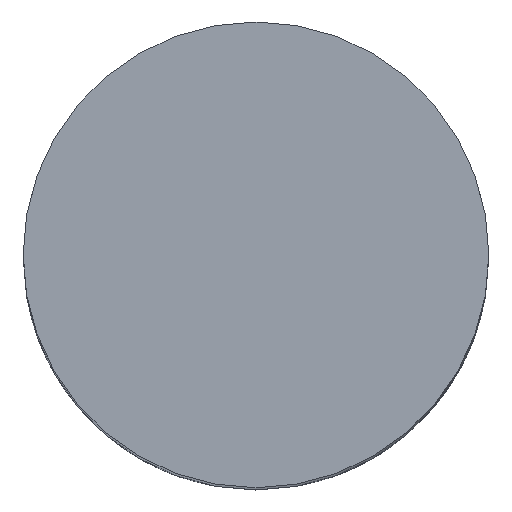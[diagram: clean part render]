
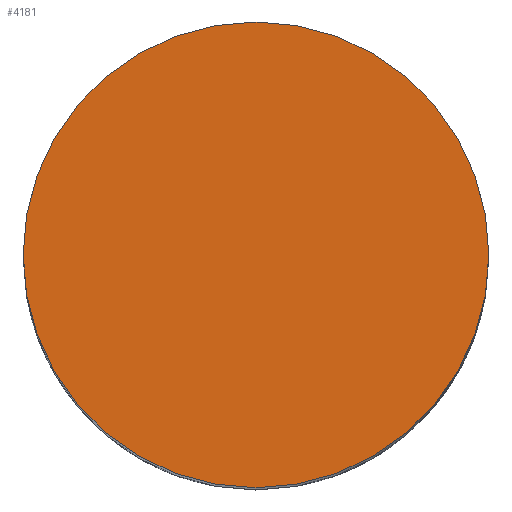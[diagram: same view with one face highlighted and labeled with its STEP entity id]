
A CAD part, top view. The second image highlights one B-rep face of the part: STEP entity #4181.
In plain terms, the highlighted planar face has unit normal (0, 0, 1).
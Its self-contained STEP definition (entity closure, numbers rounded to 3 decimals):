
#123 = CIRCLE ( 'NONE', #158, 16. ) ;
#152 = ORIENTED_EDGE ( 'NONE', *, *, #634, .F. ) ;
#158 = AXIS2_PLACEMENT_3D ( 'NONE', #2309, #2461, #2474 ) ;
#252 = AXIS2_PLACEMENT_3D ( 'NONE', #1793, #3522, #1469 ) ;
#462 = PLANE ( 'NONE',  #252 ) ;
#508 = EDGE_CURVE ( 'NONE', #966, #3087, #123, .T. ) ;
#614 = AXIS2_PLACEMENT_3D ( 'NONE', #3164, #3180, #3199 ) ;
#634 = EDGE_CURVE ( 'NONE', #3087, #966, #1795, .T. ) ;
#966 = VERTEX_POINT ( 'NONE', #3935 ) ;
#1246 = CARTESIAN_POINT ( 'NONE',  ( 16., 0., 90. ) ) ;
#1454 = EDGE_LOOP ( 'NONE', ( #2843, #152 ) ) ;
#1469 = DIRECTION ( 'NONE',  ( 1., 0., 0. ) ) ;
#1793 = CARTESIAN_POINT ( 'NONE',  ( 0., 16., 90. ) ) ;
#1795 = CIRCLE ( 'NONE', #614, 16. ) ;
#2309 = CARTESIAN_POINT ( 'NONE',  ( 0., 0., 90. ) ) ;
#2461 = DIRECTION ( 'NONE',  ( 0., 0., -1. ) ) ;
#2474 = DIRECTION ( 'NONE',  ( -1., 0., 0. ) ) ;
#2663 = FACE_OUTER_BOUND ( 'NONE', #1454, .T. ) ;
#2843 = ORIENTED_EDGE ( 'NONE', *, *, #508, .F. ) ;
#3087 = VERTEX_POINT ( 'NONE', #1246 ) ;
#3164 = CARTESIAN_POINT ( 'NONE',  ( 0., 0., 90. ) ) ;
#3180 = DIRECTION ( 'NONE',  ( 0., 0., -1. ) ) ;
#3199 = DIRECTION ( 'NONE',  ( -1., 0., 0. ) ) ;
#3522 = DIRECTION ( 'NONE',  ( 0., 0., 1. ) ) ;
#3935 = CARTESIAN_POINT ( 'NONE',  ( -16., 0., 90. ) ) ;
#4181 = ADVANCED_FACE ( 'NONE', ( #2663 ), #462, .T. ) ;
